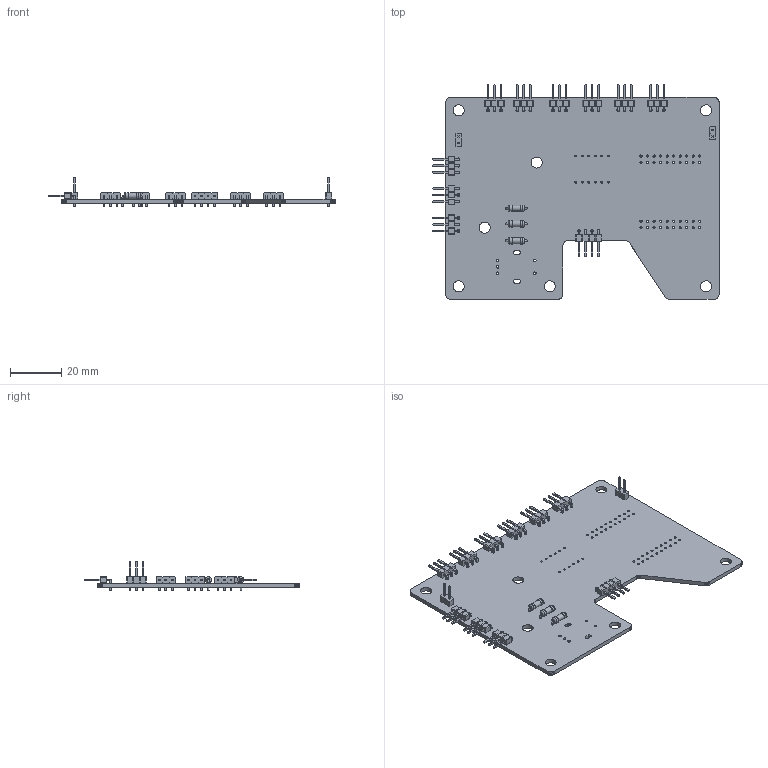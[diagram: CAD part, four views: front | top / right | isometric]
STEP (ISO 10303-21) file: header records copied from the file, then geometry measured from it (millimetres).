
FILE_DESCRIPTION(('KiCad electronic assembly'),'2;1');
FILE_NAME('SpinningLight.step','2025-02-05T19:06:50',('Pcbnew'),('Kicad' ),'Open CASCADE STEP processor 7.6','KiCad to STEP converter', 'Unknown');
FILE_SCHEMA(('AUTOMOTIVE_DESIGN { 1 0 10303 214 1 1 1 1 }'));
Length unit declared in the file: millimetre
Products named in the file (10): SpinningLight 1; PinHeader_1x03_P2.54mm_Horizontal; SOLID; R_Axial_DIN0207_L6.3mm_D2.5mm_P7.62mm_Horizontal; PinHeader_1x02_P2.54mm_Vertical; PinHeader_1x04_P2.54mm_Horizontal; SpinningLight PCB
Assembly tree (20 placements, depth 3):
  SpinningLight 1
    PinHeader_1x03_P2.54mm_Horizontal  x9
      SOLID
    R_Axial_DIN0207_L6.3mm_D2.5mm_P7.62mm_Horizontal  x3
      SOLID
    PinHeader_1x02_P2.54mm_Vertical  x2
      SOLID
    PinHeader_1x04_P2.54mm_Horizontal
      SOLID
    SpinningLight PCB
Bounding box: 111.64 x 83.7 x 11.54 mm (x, y, z)
Volume: 12766.9 mm3; surface area: 18457 mm2
Topology: 16 solids, 16 shells, 1282 faces, 3212 edges, 2044 vertices
Faces by surface type: plane 1119, cylinder 151, torus 12
Full cylindrical faces by diameter (mm): 0.6 x6, 0.762 x12, 0.8 x46, 1 x40, 2.25 x3, 2.5 x6, 4.3 x7
Entity records: 38371 total; most frequent: CARTESIAN_POINT 8053, DIRECTION 5264, LINE 3686, VECTOR 3686, ORIENTED_EDGE 2776, PCURVE 2776, DEFINITIONAL_REPRESENTATION 2776, EDGE_CURVE 1388
